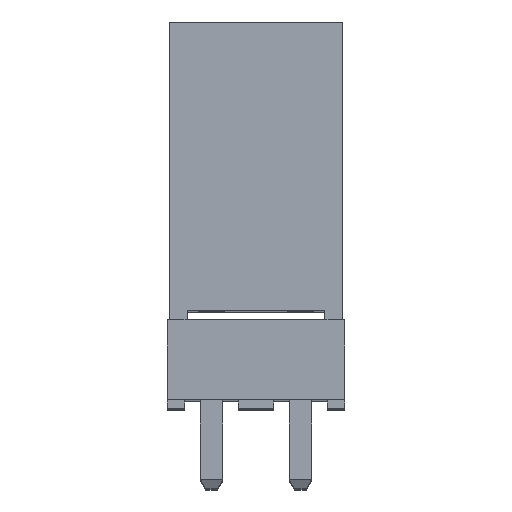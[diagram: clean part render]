
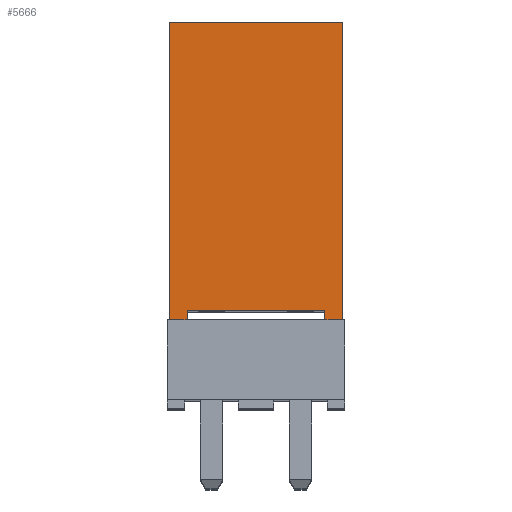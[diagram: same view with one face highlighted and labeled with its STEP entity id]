
A CAD part, top view. The second image highlights one B-rep face of the part: STEP entity #5666.
In plain terms, the highlighted planar face has unit normal (0, 0, 1).
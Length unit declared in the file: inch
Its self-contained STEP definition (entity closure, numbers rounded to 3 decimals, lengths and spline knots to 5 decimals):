
#608 = LINE ( 'NONE', #29588, #14475 ) ;
#749 = AXIS2_PLACEMENT_3D ( 'NONE', #25454, #9747, #28051 ) ;
#1769 = DIRECTION ( 'NONE',  ( 1., 0., 0. ) ) ;
#1939 = LINE ( 'NONE', #19841, #29772 ) ;
#2378 = CARTESIAN_POINT ( 'NONE',  ( -0.0775, 0., 0.51 ) ) ;
#2418 = LINE ( 'NONE', #30427, #8524 ) ;
#4949 = VERTEX_POINT ( 'NONE', #17190 ) ;
#5571 = VECTOR ( 'NONE', #7276, 39.37008 ) ;
#5666 = ADVANCED_FACE ( 'NONE', ( #8554 ), #12230, .F. ) ;
#5803 = VERTEX_POINT ( 'NONE', #33666 ) ;
#6037 = CARTESIAN_POINT ( 'NONE',  ( -0.0975, 0.335, 0.51 ) ) ;
#6501 = VECTOR ( 'NONE', #13916, 39.37008 ) ;
#7276 = DIRECTION ( 'NONE',  ( 0., -1., 0. ) ) ;
#7339 = LINE ( 'NONE', #6037, #6501 ) ;
#8354 = ORIENTED_EDGE ( 'NONE', *, *, #26646, .F. ) ;
#8480 = VERTEX_POINT ( 'NONE', #19271 ) ;
#8524 = VECTOR ( 'NONE', #17332, 39.37008 ) ;
#8554 = FACE_OUTER_BOUND ( 'NONE', #33671, .T. ) ;
#8567 = VECTOR ( 'NONE', #32314, 39.37008 ) ;
#8793 = ORIENTED_EDGE ( 'NONE', *, *, #10608, .F. ) ;
#9379 = ORIENTED_EDGE ( 'NONE', *, *, #19468, .T. ) ;
#9631 = LINE ( 'NONE', #14751, #29718 ) ;
#9747 = DIRECTION ( 'NONE',  ( 0., 0., -1. ) ) ;
#10060 = LINE ( 'NONE', #22010, #23198 ) ;
#10608 = EDGE_CURVE ( 'NONE', #11647, #22641, #1939, .T. ) ;
#11647 = VERTEX_POINT ( 'NONE', #33696 ) ;
#11813 = CARTESIAN_POINT ( 'NONE',  ( 0.0975, 0.335, 0.51 ) ) ;
#12230 = PLANE ( 'NONE',  #749 ) ;
#13319 = VERTEX_POINT ( 'NONE', #14159 ) ;
#13916 = DIRECTION ( 'NONE',  ( 1., 0., 0. ) ) ;
#14159 = CARTESIAN_POINT ( 'NONE',  ( 0.0975, 0., 0.51 ) ) ;
#14475 = VECTOR ( 'NONE', #29470, 39.37008 ) ;
#14751 = CARTESIAN_POINT ( 'NONE',  ( -0.0975, 0., 0.51 ) ) ;
#15135 = VERTEX_POINT ( 'NONE', #2378 ) ;
#15513 = EDGE_CURVE ( 'NONE', #5803, #15135, #10060, .T. ) ;
#16622 = CARTESIAN_POINT ( 'NONE',  ( -0.0775, 0.01, 0.51 ) ) ;
#17190 = CARTESIAN_POINT ( 'NONE',  ( -0.0975, 0., 0.51 ) ) ;
#17240 = EDGE_CURVE ( 'NONE', #8480, #29937, #7339, .T. ) ;
#17332 = DIRECTION ( 'NONE',  ( 0., -1., 0. ) ) ;
#19271 = CARTESIAN_POINT ( 'NONE',  ( -0.0975, 0.335, 0.51 ) ) ;
#19468 = EDGE_CURVE ( 'NONE', #11647, #13319, #9631, .T. ) ;
#19841 = CARTESIAN_POINT ( 'NONE',  ( 0.0775, 0.01, 0.51 ) ) ;
#20614 = CARTESIAN_POINT ( 'NONE',  ( 0.0775, 0.01, 0.51 ) ) ;
#21396 = ORIENTED_EDGE ( 'NONE', *, *, #15513, .F. ) ;
#22010 = CARTESIAN_POINT ( 'NONE',  ( -0.0775, 0.01, 0.51 ) ) ;
#22493 = DIRECTION ( 'NONE',  ( 0., 1., 0. ) ) ;
#22519 = LINE ( 'NONE', #16622, #8567 ) ;
#22641 = VERTEX_POINT ( 'NONE', #20614 ) ;
#23017 = CARTESIAN_POINT ( 'NONE',  ( -0.0975, 0.335, 0.51 ) ) ;
#23198 = VECTOR ( 'NONE', #24686, 39.37008 ) ;
#24137 = ORIENTED_EDGE ( 'NONE', *, *, #17240, .F. ) ;
#24686 = DIRECTION ( 'NONE',  ( 0., -1., 0. ) ) ;
#24859 = ORIENTED_EDGE ( 'NONE', *, *, #33295, .T. ) ;
#25298 = EDGE_CURVE ( 'NONE', #4949, #15135, #608, .T. ) ;
#25454 = CARTESIAN_POINT ( 'NONE',  ( -0.0975, 0.335, 0.51 ) ) ;
#25681 = LINE ( 'NONE', #23017, #5571 ) ;
#26646 = EDGE_CURVE ( 'NONE', #29937, #13319, #2418, .T. ) ;
#28051 = DIRECTION ( 'NONE',  ( -1., 0., 0. ) ) ;
#29470 = DIRECTION ( 'NONE',  ( 1., 0., 0. ) ) ;
#29588 = CARTESIAN_POINT ( 'NONE',  ( -0.0975, 0., 0.51 ) ) ;
#29718 = VECTOR ( 'NONE', #1769, 39.37008 ) ;
#29772 = VECTOR ( 'NONE', #22493, 39.37008 ) ;
#29937 = VERTEX_POINT ( 'NONE', #11813 ) ;
#30106 = ORIENTED_EDGE ( 'NONE', *, *, #25298, .T. ) ;
#30316 = EDGE_CURVE ( 'NONE', #22641, #5803, #22519, .T. ) ;
#30427 = CARTESIAN_POINT ( 'NONE',  ( 0.0975, 0.335, 0.51 ) ) ;
#32314 = DIRECTION ( 'NONE',  ( -1., 0., 0. ) ) ;
#33286 = ORIENTED_EDGE ( 'NONE', *, *, #30316, .F. ) ;
#33295 = EDGE_CURVE ( 'NONE', #8480, #4949, #25681, .T. ) ;
#33666 = CARTESIAN_POINT ( 'NONE',  ( -0.0775, 0.01, 0.51 ) ) ;
#33671 = EDGE_LOOP ( 'NONE', ( #21396, #33286, #8793, #9379, #8354, #24137, #24859, #30106 ) ) ;
#33696 = CARTESIAN_POINT ( 'NONE',  ( 0.0775, 0., 0.51 ) ) ;
